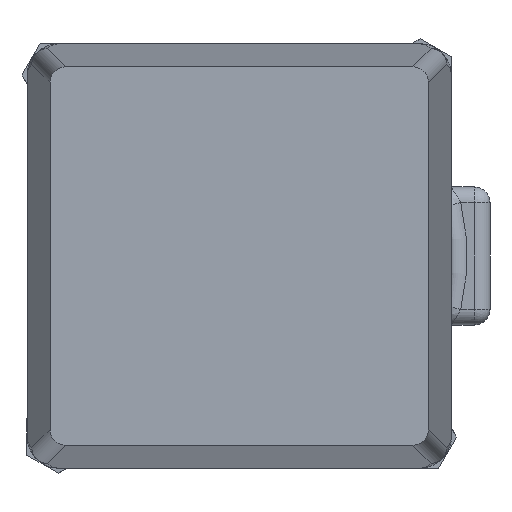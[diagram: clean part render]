
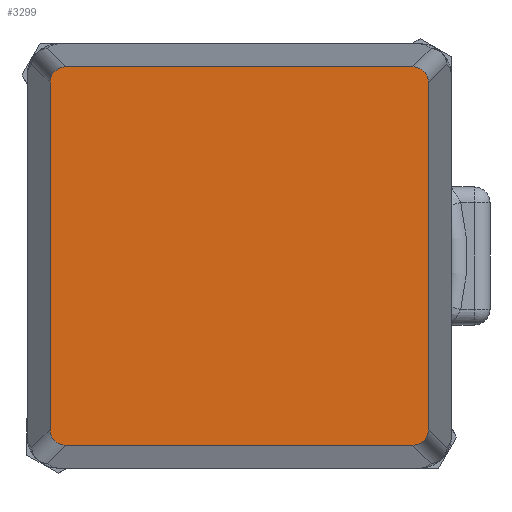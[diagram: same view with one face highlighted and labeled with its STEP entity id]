
A CAD part, left-side view. The second image highlights one B-rep face of the part: STEP entity #3299.
In plain terms, the highlighted planar face has unit normal (-1, 0, 0).
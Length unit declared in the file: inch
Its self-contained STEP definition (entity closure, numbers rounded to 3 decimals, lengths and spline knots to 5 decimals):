
#71 = VERTEX_POINT ( 'NONE', #4583 ) ;
#72 = VERTEX_POINT ( 'NONE', #4584 ) ;
#73 = VERTEX_POINT ( 'NONE', #4585 ) ;
#74 = VERTEX_POINT ( 'NONE', #4586 ) ;
#75 = VERTEX_POINT ( 'NONE', #4587 ) ;
#76 = VERTEX_POINT ( 'NONE', #4588 ) ;
#77 = VERTEX_POINT ( 'NONE', #4589 ) ;
#78 = VERTEX_POINT ( 'NONE', #4590 ) ;
#137 = LINE ( 'NONE', #450, #145 ) ;
#145 = VECTOR ( 'NONE', #455, 39.37008 ) ;
#151 = LINE ( 'NONE', #479, #157 ) ;
#157 = VECTOR ( 'NONE', #481, 39.37008 ) ;
#159 = LINE ( 'NONE', #486, #161 ) ;
#160 = LINE ( 'NONE', #493, #164 ) ;
#161 = VECTOR ( 'NONE', #487, 39.37008 ) ;
#164 = VECTOR ( 'NONE', #494, 39.37008 ) ;
#450 = CARTESIAN_POINT ( 'NONE',  ( 0., 1.5075, -1.5075 ) ) ;
#455 = DIRECTION ( 'NONE',  ( 0., 1., 0. ) ) ;
#471 = CARTESIAN_POINT ( 'NONE',  ( 0., 1.5075, -1.38302 ) ) ;
#476 = CARTESIAN_POINT ( 'NONE',  ( 0., 1.5075, -1.45606 ) ) ;
#477 = CARTESIAN_POINT ( 'NONE',  ( 0., 1.45606, -1.5075 ) ) ;
#478 = CARTESIAN_POINT ( 'NONE',  ( 0., 1.38302, -1.5075 ) ) ;
#479 = CARTESIAN_POINT ( 'NONE',  ( 0., -1.5075, 1.5075 ) ) ;
#480 = CARTESIAN_POINT ( 'NONE',  ( 0., -1.5075, 1.38302 ) ) ;
#481 = DIRECTION ( 'NONE',  ( 0., 0., -1. ) ) ;
#482 = CARTESIAN_POINT ( 'NONE',  ( 0., -1.38302, -1.5075 ) ) ;
#483 = CARTESIAN_POINT ( 'NONE',  ( 0., -1.5075, 1.45606 ) ) ;
#484 = CARTESIAN_POINT ( 'NONE',  ( 0., -1.45606, 1.5075 ) ) ;
#485 = CARTESIAN_POINT ( 'NONE',  ( 0., -1.38302, 1.5075 ) ) ;
#486 = CARTESIAN_POINT ( 'NONE',  ( 0., 1.5075, 1.5075 ) ) ;
#487 = DIRECTION ( 'NONE',  ( 0., 0., 1. ) ) ;
#488 = CARTESIAN_POINT ( 'NONE',  ( 0., 1.38302, 1.5075 ) ) ;
#489 = CARTESIAN_POINT ( 'NONE',  ( 0., -1.45606, -1.5075 ) ) ;
#490 = CARTESIAN_POINT ( 'NONE',  ( 0., -1.5075, -1.45606 ) ) ;
#491 = CARTESIAN_POINT ( 'NONE',  ( 0., -1.5075, -1.38302 ) ) ;
#493 = CARTESIAN_POINT ( 'NONE',  ( 0., 1.5075, 1.5075 ) ) ;
#494 = DIRECTION ( 'NONE',  ( 0., -1., 0. ) ) ;
#495 = CARTESIAN_POINT ( 'NONE',  ( 0., 1.45606, 1.5075 ) ) ;
#496 = CARTESIAN_POINT ( 'NONE',  ( 0., 1.5075, 1.45606 ) ) ;
#497 = CARTESIAN_POINT ( 'NONE',  ( 0., 1.5075, 1.38302 ) ) ;
#3151 = EDGE_LOOP ( 'NONE', ( #3809, #3810, #3811, #3812, #3813, #3814, #3815, #3816 ) ) ;
#3260 =( BOUNDED_CURVE ( )  B_SPLINE_CURVE ( 3, ( #471, #476, #477, #478 ),
 .UNSPECIFIED., .F., .T. ) 
 B_SPLINE_CURVE_WITH_KNOTS ( ( 4, 4 ),
 ( 5.50192, 7.06445 ),
 .UNSPECIFIED. ) 
 CURVE ( )  GEOMETRIC_REPRESENTATION_ITEM ( )  RATIONAL_B_SPLINE_CURVE ( ( 1., 0.807, 0.807, 1. ) ) 
 REPRESENTATION_ITEM ( '' )  );
#3261 =( BOUNDED_CURVE ( )  B_SPLINE_CURVE ( 3, ( #480, #483, #484, #485 ),
 .UNSPECIFIED., .F., .T. ) 
 B_SPLINE_CURVE_WITH_KNOTS ( ( 4, 4 ),
 ( 5.50192, 7.06445 ),
 .UNSPECIFIED. ) 
 CURVE ( )  GEOMETRIC_REPRESENTATION_ITEM ( )  RATIONAL_B_SPLINE_CURVE ( ( 1., 0.807, 0.807, 1. ) ) 
 REPRESENTATION_ITEM ( '' )  );
#3262 =( BOUNDED_CURVE ( )  B_SPLINE_CURVE ( 3, ( #482, #489, #490, #491 ),
 .UNSPECIFIED., .F., .F. ) 
 B_SPLINE_CURVE_WITH_KNOTS ( ( 4, 4 ),
 ( 5.50192, 7.06445 ),
 .UNSPECIFIED. ) 
 CURVE ( )  GEOMETRIC_REPRESENTATION_ITEM ( )  RATIONAL_B_SPLINE_CURVE ( ( 1., 0.807, 0.807, 1. ) ) 
 REPRESENTATION_ITEM ( '' )  );
#3263 =( BOUNDED_CURVE ( )  B_SPLINE_CURVE ( 3, ( #488, #495, #496, #497 ),
 .UNSPECIFIED., .F., .F. ) 
 B_SPLINE_CURVE_WITH_KNOTS ( ( 4, 4 ),
 ( 5.50192, 7.06445 ),
 .UNSPECIFIED. ) 
 CURVE ( )  GEOMETRIC_REPRESENTATION_ITEM ( )  RATIONAL_B_SPLINE_CURVE ( ( 1., 0.807, 0.807, 1. ) ) 
 REPRESENTATION_ITEM ( '' )  );
#3299 = ADVANCED_FACE ( 'NONE', ( #4847 ), #5096, .F. ) ;
#3364 = EDGE_CURVE ( 'NONE', #74, #73, #137, .T. ) ;
#3373 = EDGE_CURVE ( 'NONE', #71, #73, #3260, .T. ) ;
#3374 = EDGE_CURVE ( 'NONE', #76, #75, #151, .T. ) ;
#3375 = EDGE_CURVE ( 'NONE', #76, #77, #3261, .T. ) ;
#3376 = EDGE_CURVE ( 'NONE', #71, #72, #159, .T. ) ;
#3377 = EDGE_CURVE ( 'NONE', #74, #75, #3262, .T. ) ;
#3378 = EDGE_CURVE ( 'NONE', #78, #77, #160, .T. ) ;
#3379 = EDGE_CURVE ( 'NONE', #78, #72, #3263, .T. ) ;
#3701 = AXIS2_PLACEMENT_3D ( 'NONE', #5094, #5099, #5100 ) ;
#3809 = ORIENTED_EDGE ( 'NONE', *, *, #3376, .F. ) ;
#3810 = ORIENTED_EDGE ( 'NONE', *, *, #3373, .T. ) ;
#3811 = ORIENTED_EDGE ( 'NONE', *, *, #3364, .F. ) ;
#3812 = ORIENTED_EDGE ( 'NONE', *, *, #3377, .T. ) ;
#3813 = ORIENTED_EDGE ( 'NONE', *, *, #3374, .F. ) ;
#3814 = ORIENTED_EDGE ( 'NONE', *, *, #3375, .T. ) ;
#3815 = ORIENTED_EDGE ( 'NONE', *, *, #3378, .F. ) ;
#3816 = ORIENTED_EDGE ( 'NONE', *, *, #3379, .T. ) ;
#4583 = CARTESIAN_POINT ( 'NONE',  ( 0., 1.5075, -1.38302 ) ) ;
#4584 = CARTESIAN_POINT ( 'NONE',  ( 0., 1.5075, 1.38302 ) ) ;
#4585 = CARTESIAN_POINT ( 'NONE',  ( 0., 1.38302, -1.5075 ) ) ;
#4586 = CARTESIAN_POINT ( 'NONE',  ( 0., -1.38302, -1.5075 ) ) ;
#4587 = CARTESIAN_POINT ( 'NONE',  ( 0., -1.5075, -1.38302 ) ) ;
#4588 = CARTESIAN_POINT ( 'NONE',  ( 0., -1.5075, 1.38302 ) ) ;
#4589 = CARTESIAN_POINT ( 'NONE',  ( 0., -1.38302, 1.5075 ) ) ;
#4590 = CARTESIAN_POINT ( 'NONE',  ( 0., 1.38302, 1.5075 ) ) ;
#4847 = FACE_OUTER_BOUND ( 'NONE', #3151, .T. ) ;
#5094 = CARTESIAN_POINT ( 'NONE',  ( 0., -1.5075, 1.5075 ) ) ;
#5096 = PLANE ( 'NONE',  #3701 ) ;
#5099 = DIRECTION ( 'NONE',  ( 1., 0., 0. ) ) ;
#5100 = DIRECTION ( 'NONE',  ( 0., 0., -1. ) ) ;
